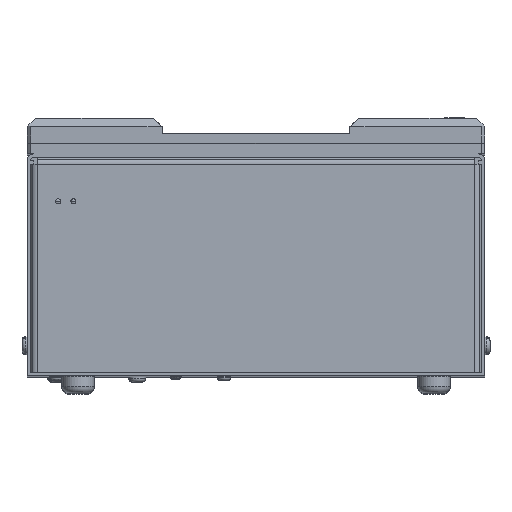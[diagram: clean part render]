
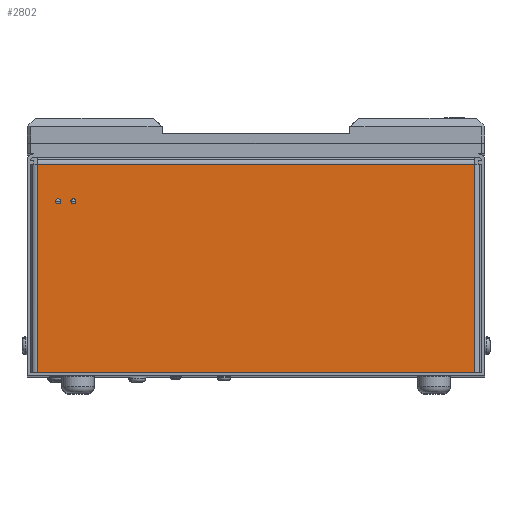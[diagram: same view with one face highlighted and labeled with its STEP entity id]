
A CAD part, top view. The second image highlights one B-rep face of the part: STEP entity #2802.
In plain terms, the highlighted planar face has unit normal (0, 0, 1).
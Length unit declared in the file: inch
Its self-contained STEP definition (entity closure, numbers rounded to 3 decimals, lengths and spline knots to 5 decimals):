
#141 = DIRECTION ( 'NONE',  ( 0., 0., 1. ) ) ;
#732 = CARTESIAN_POINT ( 'NONE',  ( 0.01742, 2.40157, 4.07087 ) ) ;
#1059 = VECTOR ( 'NONE', #16983, 39.37008 ) ;
#1513 = EDGE_CURVE ( 'NONE', #15477, #16553, #3812, .T. ) ;
#2005 = LINE ( 'NONE', #15697, #5988 ) ;
#2236 = VERTEX_POINT ( 'NONE', #15759 ) ;
#2477 = ORIENTED_EDGE ( 'NONE', *, *, #16811, .T. ) ;
#2802 = ADVANCED_FACE ( 'NONE', ( #4489, #9917, #6986 ), #4144, .T. ) ;
#3128 = DIRECTION ( 'NONE',  ( 1., 0., 0. ) ) ;
#3204 = CARTESIAN_POINT ( 'NONE',  ( -2.51969, 0., 4.07087 ) ) ;
#3335 = CARTESIAN_POINT ( 'NONE',  ( -2.31102, 1.97266, 4.07087 ) ) ;
#3459 = LINE ( 'NONE', #8880, #1059 ) ;
#3612 = AXIS2_PLACEMENT_3D ( 'NONE', #13724, #11231, #3128 ) ;
#3812 = CIRCLE ( 'NONE', #5237, 0.02953 ) ;
#3902 = EDGE_CURVE ( 'NONE', #2236, #6002, #9251, .T. ) ;
#4144 = PLANE ( 'NONE',  #10914 ) ;
#4292 = CARTESIAN_POINT ( 'NONE',  ( -2.10433, 1.97266, 4.07087 ) ) ;
#4306 = DIRECTION ( 'NONE',  ( 0., 0., -1. ) ) ;
#4406 = VECTOR ( 'NONE', #4813, 39.37008 ) ;
#4489 = FACE_OUTER_BOUND ( 'NONE', #5522, .T. ) ;
#4813 = DIRECTION ( 'NONE',  ( 0., -1., 0. ) ) ;
#5237 = AXIS2_PLACEMENT_3D ( 'NONE', #8218, #4306, #11169 ) ;
#5462 = EDGE_CURVE ( 'NONE', #14710, #10071, #3459, .T. ) ;
#5522 = EDGE_LOOP ( 'NONE', ( #14898, #7950, #10263, #10695 ) ) ;
#5988 = VECTOR ( 'NONE', #7424, 39.37008 ) ;
#6002 = VERTEX_POINT ( 'NONE', #14785 ) ;
#6020 = DIRECTION ( 'NONE',  ( 1., 0., 0. ) ) ;
#6391 = EDGE_CURVE ( 'NONE', #9472, #16845, #15849, .T. ) ;
#6561 = AXIS2_PLACEMENT_3D ( 'NONE', #4292, #9721, #13569 ) ;
#6675 = ORIENTED_EDGE ( 'NONE', *, *, #3902, .T. ) ;
#6971 = AXIS2_PLACEMENT_3D ( 'NONE', #15834, #10117, #6020 ) ;
#6986 = FACE_BOUND ( 'NONE', #14288, .T. ) ;
#7303 = VECTOR ( 'NONE', #11493, 39.37008 ) ;
#7424 = DIRECTION ( 'NONE',  ( -1., 0., 0. ) ) ;
#7480 = LINE ( 'NONE', #732, #7303 ) ;
#7527 = CARTESIAN_POINT ( 'NONE',  ( 2.51969, 2.40157, 4.07087 ) ) ;
#7950 = ORIENTED_EDGE ( 'NONE', *, *, #6391, .F. ) ;
#8218 = CARTESIAN_POINT ( 'NONE',  ( -2.2815, 1.97266, 4.07087 ) ) ;
#8880 = CARTESIAN_POINT ( 'NONE',  ( -2.51969, 1.23846, 4.07087 ) ) ;
#9251 = CIRCLE ( 'NONE', #6971, 0.02953 ) ;
#9283 = CIRCLE ( 'NONE', #3612, 0.02953 ) ;
#9472 = VERTEX_POINT ( 'NONE', #7527 ) ;
#9648 = ORIENTED_EDGE ( 'NONE', *, *, #1513, .T. ) ;
#9651 = DIRECTION ( 'NONE',  ( 0., -1., 0. ) ) ;
#9721 = DIRECTION ( 'NONE',  ( 0., 0., -1. ) ) ;
#9910 = EDGE_LOOP ( 'NONE', ( #15599, #6675 ) ) ;
#9917 = FACE_BOUND ( 'NONE', #9910, .T. ) ;
#10071 = VERTEX_POINT ( 'NONE', #3204 ) ;
#10117 = DIRECTION ( 'NONE',  ( 0., 0., -1. ) ) ;
#10263 = ORIENTED_EDGE ( 'NONE', *, *, #16971, .F. ) ;
#10695 = ORIENTED_EDGE ( 'NONE', *, *, #5462, .T. ) ;
#10914 = AXIS2_PLACEMENT_3D ( 'NONE', #14995, #141, #9651 ) ;
#11169 = DIRECTION ( 'NONE',  ( 1., 0., 0. ) ) ;
#11231 = DIRECTION ( 'NONE',  ( 0., 0., -1. ) ) ;
#11493 = DIRECTION ( 'NONE',  ( 1., 0., 0. ) ) ;
#12885 = EDGE_CURVE ( 'NONE', #16845, #10071, #2005, .T. ) ;
#12917 = CARTESIAN_POINT ( 'NONE',  ( 2.51969, 1.23846, 4.07087 ) ) ;
#13212 = EDGE_CURVE ( 'NONE', #6002, #2236, #14520, .T. ) ;
#13569 = DIRECTION ( 'NONE',  ( 1., 0., 0. ) ) ;
#13724 = CARTESIAN_POINT ( 'NONE',  ( -2.2815, 1.97266, 4.07087 ) ) ;
#14288 = EDGE_LOOP ( 'NONE', ( #2477, #9648 ) ) ;
#14520 = CIRCLE ( 'NONE', #6561, 0.02953 ) ;
#14710 = VERTEX_POINT ( 'NONE', #17191 ) ;
#14785 = CARTESIAN_POINT ( 'NONE',  ( -2.13386, 1.97266, 4.07087 ) ) ;
#14898 = ORIENTED_EDGE ( 'NONE', *, *, #12885, .F. ) ;
#14966 = CARTESIAN_POINT ( 'NONE',  ( 2.51969, 0., 4.07087 ) ) ;
#14995 = CARTESIAN_POINT ( 'NONE',  ( 0.01742, 1.23846, 4.07087 ) ) ;
#15477 = VERTEX_POINT ( 'NONE', #17326 ) ;
#15599 = ORIENTED_EDGE ( 'NONE', *, *, #13212, .T. ) ;
#15697 = CARTESIAN_POINT ( 'NONE',  ( 0.00871, 0., 4.07087 ) ) ;
#15759 = CARTESIAN_POINT ( 'NONE',  ( -2.0748, 1.97266, 4.07087 ) ) ;
#15834 = CARTESIAN_POINT ( 'NONE',  ( -2.10433, 1.97266, 4.07087 ) ) ;
#15849 = LINE ( 'NONE', #12917, #4406 ) ;
#16553 = VERTEX_POINT ( 'NONE', #3335 ) ;
#16811 = EDGE_CURVE ( 'NONE', #16553, #15477, #9283, .T. ) ;
#16845 = VERTEX_POINT ( 'NONE', #14966 ) ;
#16971 = EDGE_CURVE ( 'NONE', #14710, #9472, #7480, .T. ) ;
#16983 = DIRECTION ( 'NONE',  ( 0., -1., 0. ) ) ;
#17191 = CARTESIAN_POINT ( 'NONE',  ( -2.51969, 2.40157, 4.07087 ) ) ;
#17326 = CARTESIAN_POINT ( 'NONE',  ( -2.25197, 1.97266, 4.07087 ) ) ;
